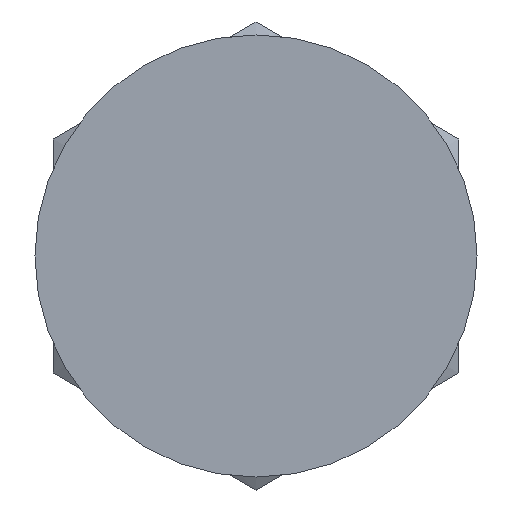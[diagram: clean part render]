
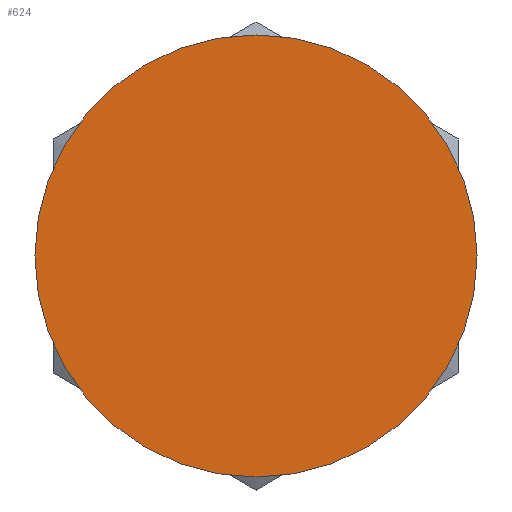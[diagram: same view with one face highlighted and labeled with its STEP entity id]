
A CAD part, front view. The second image highlights one B-rep face of the part: STEP entity #624.
In plain terms, the highlighted planar face has unit normal (0, -1, 0).
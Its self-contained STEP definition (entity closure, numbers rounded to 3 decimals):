
#52=PLANE('',#702);
#124=FACE_OUTER_BOUND('',#164,.T.);
#164=EDGE_LOOP('',(#507,#508));
#238=CIRCLE('',#703,6.);
#239=CIRCLE('',#704,6.);
#294=VERTEX_POINT('',#1085);
#295=VERTEX_POINT('',#1086);
#372=EDGE_CURVE('',#294,#295,#238,.T.);
#373=EDGE_CURVE('',#295,#294,#239,.T.);
#507=ORIENTED_EDGE('',*,*,#372,.F.);
#508=ORIENTED_EDGE('',*,*,#373,.F.);
#624=ADVANCED_FACE('',(#124),#52,.T.);
#702=AXIS2_PLACEMENT_3D('',#1084,#841,#842);
#703=AXIS2_PLACEMENT_3D('',#1087,#843,#844);
#704=AXIS2_PLACEMENT_3D('',#1088,#845,#846);
#841=DIRECTION('center_axis',(0.,-1.,0.));
#842=DIRECTION('ref_axis',(0.,0.,-1.));
#843=DIRECTION('center_axis',(0.,1.,0.));
#844=DIRECTION('ref_axis',(-1.,0.,0.));
#845=DIRECTION('center_axis',(0.,1.,0.));
#846=DIRECTION('ref_axis',(-1.,0.,0.));
#1084=CARTESIAN_POINT('Origin',(-3.,0.,0.));
#1085=CARTESIAN_POINT('',(-6.,0.,0.));
#1086=CARTESIAN_POINT('',(6.,0.,0.));
#1087=CARTESIAN_POINT('Origin',(0.,0.,0.));
#1088=CARTESIAN_POINT('Origin',(0.,0.,0.));
